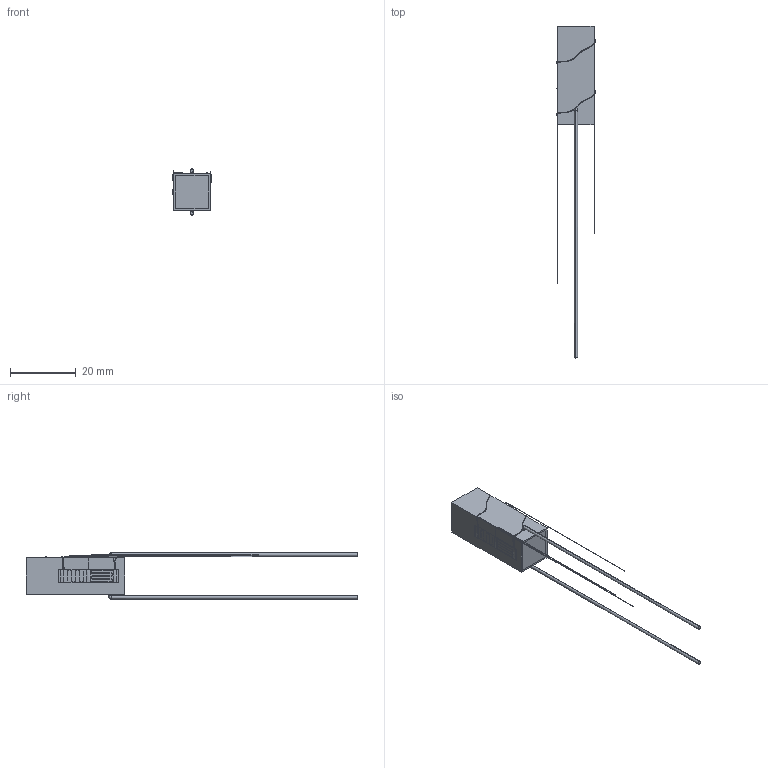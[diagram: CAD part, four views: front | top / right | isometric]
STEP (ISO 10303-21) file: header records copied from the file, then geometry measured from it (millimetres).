
FILE_DESCRIPTION (( 'STEP AP214' ), '1' );
FILE_NAME ('CTN016914-E0W.STEP', '2021-03-24T09:33:22', ( '' ), ( '' ), 'SwSTEP 2.0', 'SolidWorks 2018', '' );
FILE_SCHEMA (( 'AUTOMOTIVE_DESIGN' ));
Length unit declared in the file: millimetre
Products named in the file (1): CTN016914-E0W
Bounding box: 11.81 x 100.92 x 14 mm (x, y, z)
Volume: 3758.6 mm3; surface area: 2129.8 mm2
Topology: 2 solids, 2 shells, 172 faces, 476 edges, 311 vertices
Faces by surface type: plane 69, cylinder 57, torus 29, bspline 17
Entity records: 10721 total; most frequent: CARTESIAN_POINT 4915, ORIENTED_EDGE 952, DIRECTION 874, EDGE_CURVE 476, AXIS2_PLACEMENT_3D 331, VERTEX_POINT 311, VECTOR 212, LINE 212
